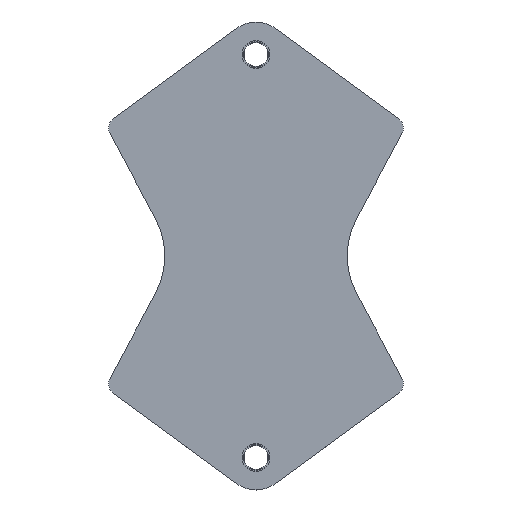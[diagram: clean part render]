
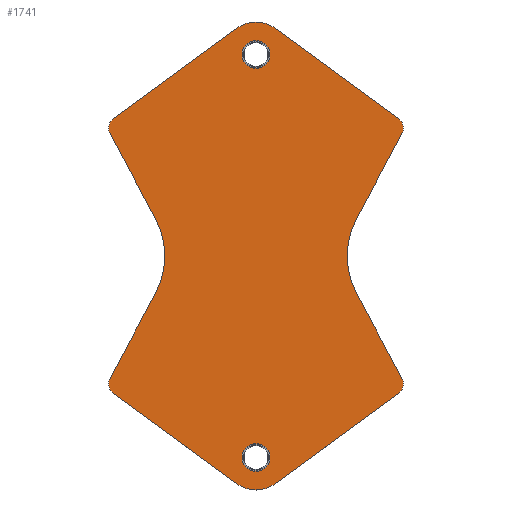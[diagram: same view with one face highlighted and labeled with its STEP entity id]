
A CAD part, top view. The second image highlights one B-rep face of the part: STEP entity #1741.
In plain terms, the highlighted planar face has unit normal (0, 0, 1).
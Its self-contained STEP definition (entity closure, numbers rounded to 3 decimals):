
#1073=CARTESIAN_POINT('',(1.75,25.4,-1.8));
#1074=VERTEX_POINT('',#1073);
#1090=CARTESIAN_POINT('',(-1.75,25.4,-1.8));
#1091=VERTEX_POINT('',#1090);
#1098=CARTESIAN_POINT('',(0.0,25.4,-1.8));
#1099=DIRECTION('',(0.0,0.0,-1.0));
#1100=DIRECTION('',(1.0,0.0,0.0));
#1101=AXIS2_PLACEMENT_3D('',#1098,#1099,#1100);
#1102=CIRCLE('',#1101,1.75);
#1103=EDGE_CURVE('',#1074,#1091,#1102,.T.);
#1115=CARTESIAN_POINT('',(1.75,-25.4,-1.8));
#1116=VERTEX_POINT('',#1115);
#1132=CARTESIAN_POINT('',(-1.75,-25.4,-1.8));
#1133=VERTEX_POINT('',#1132);
#1140=CARTESIAN_POINT('',(0.0,-25.4,-1.8));
#1141=DIRECTION('',(0.0,0.0,-1.0));
#1142=DIRECTION('',(1.0,0.0,0.0));
#1143=AXIS2_PLACEMENT_3D('',#1140,#1141,#1142);
#1144=CIRCLE('',#1143,1.75);
#1145=EDGE_CURVE('',#1116,#1133,#1144,.T.);
#1156=CARTESIAN_POINT('',(0.0,-25.4,-1.8));
#1157=DIRECTION('',(0.0,0.0,-1.0));
#1158=DIRECTION('',(1.0,0.0,0.0));
#1159=AXIS2_PLACEMENT_3D('',#1156,#1157,#1158);
#1160=CIRCLE('',#1159,1.75);
#1161=EDGE_CURVE('',#1133,#1116,#1160,.T.);
#1180=CARTESIAN_POINT('',(0.0,25.4,-1.8));
#1181=DIRECTION('',(0.0,0.0,-1.0));
#1182=DIRECTION('',(1.0,0.0,0.0));
#1183=AXIS2_PLACEMENT_3D('',#1180,#1181,#1182);
#1184=CIRCLE('',#1183,1.75);
#1185=EDGE_CURVE('',#1091,#1074,#1184,.T.);
#1203=CARTESIAN_POINT('',(-18.399,15.405,-1.8));
#1204=VERTEX_POINT('',#1203);
#1205=CARTESIAN_POINT('',(-17.963,17.324,-1.8));
#1206=VERTEX_POINT('',#1205);
#1207=CARTESIAN_POINT('',(-17.077,16.114,-1.8));
#1208=DIRECTION('',(0.0,0.0,-1.));
#1209=DIRECTION('',(-0.975,0.221,0.0));
#1210=AXIS2_PLACEMENT_3D('',#1207,#1208,#1209);
#1211=CIRCLE('',#1210,1.5);
#1212=EDGE_CURVE('',#1204,#1206,#1211,.T.);
#1245=CARTESIAN_POINT('',(-2.423,28.707,-1.8));
#1246=VERTEX_POINT('',#1245);
#1247=CARTESIAN_POINT('',(-17.963,17.324,-1.8));
#1248=DIRECTION('',(0.807,0.591,0.0));
#1249=VECTOR('',#1248,19.264);
#1250=LINE('',#1247,#1249);
#1251=EDGE_CURVE('',#1206,#1246,#1250,.T.);
#1276=CARTESIAN_POINT('',(2.423,28.707,-1.8));
#1277=VERTEX_POINT('',#1276);
#1278=CARTESIAN_POINT('',(0.,25.4,-1.8));
#1279=DIRECTION('',(0.0,0.0,-1.0));
#1280=DIRECTION('',(0.,1.0,0.0));
#1281=AXIS2_PLACEMENT_3D('',#1278,#1279,#1280);
#1282=CIRCLE('',#1281,4.1);
#1283=EDGE_CURVE('',#1246,#1277,#1282,.T.);
#1309=CARTESIAN_POINT('',(17.963,17.324,-1.8));
#1310=VERTEX_POINT('',#1309);
#1311=CARTESIAN_POINT('',(2.423,28.707,-1.8));
#1312=DIRECTION('',(0.807,-0.591,0.0));
#1313=VECTOR('',#1312,19.264);
#1314=LINE('',#1311,#1313);
#1315=EDGE_CURVE('',#1277,#1310,#1314,.T.);
#1340=CARTESIAN_POINT('',(18.399,15.405,-1.8));
#1341=VERTEX_POINT('',#1340);
#1342=CARTESIAN_POINT('',(17.077,16.114,-1.8));
#1343=DIRECTION('',(0.0,0.0,-1.));
#1344=DIRECTION('',(0.975,0.221,0.0));
#1345=AXIS2_PLACEMENT_3D('',#1342,#1343,#1344);
#1346=CIRCLE('',#1345,1.5);
#1347=EDGE_CURVE('',#1310,#1341,#1346,.T.);
#1373=CARTESIAN_POINT('',(12.698,4.772,-1.8));
#1374=VERTEX_POINT('',#1373);
#1375=CARTESIAN_POINT('',(18.399,15.405,-1.8));
#1376=DIRECTION('',(-0.472,-0.881,0.0));
#1377=VECTOR('',#1376,12.064);
#1378=LINE('',#1375,#1377);
#1379=EDGE_CURVE('',#1341,#1374,#1378,.T.);
#1404=CARTESIAN_POINT('',(12.698,-4.772,-1.8));
#1405=VERTEX_POINT('',#1404);
#1406=CARTESIAN_POINT('',(21.6,0.,-1.8));
#1407=DIRECTION('',(0.0,0.0,1.0));
#1408=DIRECTION('',(-1.0,0.0,0.0));
#1409=AXIS2_PLACEMENT_3D('',#1406,#1407,#1408);
#1410=CIRCLE('',#1409,10.1);
#1411=EDGE_CURVE('',#1374,#1405,#1410,.T.);
#1437=CARTESIAN_POINT('',(18.399,-15.405,-1.8));
#1438=VERTEX_POINT('',#1437);
#1439=CARTESIAN_POINT('',(12.698,-4.772,-1.8));
#1440=DIRECTION('',(0.472,-0.881,0.0));
#1441=VECTOR('',#1440,12.064);
#1442=LINE('',#1439,#1441);
#1443=EDGE_CURVE('',#1405,#1438,#1442,.T.);
#1468=CARTESIAN_POINT('',(17.963,-17.324,-1.8));
#1469=VERTEX_POINT('',#1468);
#1470=CARTESIAN_POINT('',(17.077,-16.114,-1.8));
#1471=DIRECTION('',(0.0,0.0,-1.));
#1472=DIRECTION('',(0.975,-0.221,0.0));
#1473=AXIS2_PLACEMENT_3D('',#1470,#1471,#1472);
#1474=CIRCLE('',#1473,1.5);
#1475=EDGE_CURVE('',#1438,#1469,#1474,.T.);
#1501=CARTESIAN_POINT('',(2.423,-28.707,-1.8));
#1502=VERTEX_POINT('',#1501);
#1503=CARTESIAN_POINT('',(17.963,-17.324,-1.8));
#1504=DIRECTION('',(-0.807,-0.591,0.0));
#1505=VECTOR('',#1504,19.264);
#1506=LINE('',#1503,#1505);
#1507=EDGE_CURVE('',#1469,#1502,#1506,.T.);
#1532=CARTESIAN_POINT('',(-2.423,-28.707,-1.8));
#1533=VERTEX_POINT('',#1532);
#1534=CARTESIAN_POINT('',(0.,-25.4,-1.8));
#1535=DIRECTION('',(0.0,0.0,-1.0));
#1536=DIRECTION('',(0.,-1.0,0.0));
#1537=AXIS2_PLACEMENT_3D('',#1534,#1535,#1536);
#1538=CIRCLE('',#1537,4.1);
#1539=EDGE_CURVE('',#1502,#1533,#1538,.T.);
#1565=CARTESIAN_POINT('',(-17.963,-17.324,-1.8));
#1566=VERTEX_POINT('',#1565);
#1567=CARTESIAN_POINT('',(-2.423,-28.707,-1.8));
#1568=DIRECTION('',(-0.807,0.591,0.0));
#1569=VECTOR('',#1568,19.264);
#1570=LINE('',#1567,#1569);
#1571=EDGE_CURVE('',#1533,#1566,#1570,.T.);
#1596=CARTESIAN_POINT('',(-18.399,-15.405,-1.8));
#1597=VERTEX_POINT('',#1596);
#1598=CARTESIAN_POINT('',(-17.077,-16.114,-1.8));
#1599=DIRECTION('',(0.0,0.0,-1.0));
#1600=DIRECTION('',(-0.975,-0.221,0.0));
#1601=AXIS2_PLACEMENT_3D('',#1598,#1599,#1600);
#1602=CIRCLE('',#1601,1.5);
#1603=EDGE_CURVE('',#1566,#1597,#1602,.T.);
#1629=CARTESIAN_POINT('',(-12.698,-4.772,-1.8));
#1630=VERTEX_POINT('',#1629);
#1631=CARTESIAN_POINT('',(-18.399,-15.405,-1.8));
#1632=DIRECTION('',(0.472,0.881,0.0));
#1633=VECTOR('',#1632,12.064);
#1634=LINE('',#1631,#1633);
#1635=EDGE_CURVE('',#1597,#1630,#1634,.T.);
#1660=CARTESIAN_POINT('',(-12.698,4.772,-1.8));
#1661=VERTEX_POINT('',#1660);
#1662=CARTESIAN_POINT('',(-21.6,0.,-1.8));
#1663=DIRECTION('',(0.0,0.0,1.0));
#1664=DIRECTION('',(1.0,0.0,0.0));
#1665=AXIS2_PLACEMENT_3D('',#1662,#1663,#1664);
#1666=CIRCLE('',#1665,10.1);
#1667=EDGE_CURVE('',#1630,#1661,#1666,.T.);
#1693=CARTESIAN_POINT('',(-12.698,4.772,-1.8));
#1694=DIRECTION('',(-0.472,0.881,0.0));
#1695=VECTOR('',#1694,12.064);
#1696=LINE('',#1693,#1695);
#1697=EDGE_CURVE('',#1661,#1204,#1696,.T.);
#1710=CARTESIAN_POINT('',(0.,0.0,-1.8));
#1711=DIRECTION('',(0.0,0.0,1.0));
#1712=DIRECTION('',(1.0,0.0,0.0));
#1713=AXIS2_PLACEMENT_3D('',#1710,#1711,#1712);
#1714=PLANE('',#1713);
#1715=ORIENTED_EDGE('',*,*,#1212,.F.);
#1716=ORIENTED_EDGE('',*,*,#1697,.F.);
#1717=ORIENTED_EDGE('',*,*,#1667,.F.);
#1718=ORIENTED_EDGE('',*,*,#1635,.F.);
#1719=ORIENTED_EDGE('',*,*,#1603,.F.);
#1720=ORIENTED_EDGE('',*,*,#1571,.F.);
#1721=ORIENTED_EDGE('',*,*,#1539,.F.);
#1722=ORIENTED_EDGE('',*,*,#1507,.F.);
#1723=ORIENTED_EDGE('',*,*,#1475,.F.);
#1724=ORIENTED_EDGE('',*,*,#1443,.F.);
#1725=ORIENTED_EDGE('',*,*,#1411,.F.);
#1726=ORIENTED_EDGE('',*,*,#1379,.F.);
#1727=ORIENTED_EDGE('',*,*,#1347,.F.);
#1728=ORIENTED_EDGE('',*,*,#1315,.F.);
#1729=ORIENTED_EDGE('',*,*,#1283,.F.);
#1730=ORIENTED_EDGE('',*,*,#1251,.F.);
#1731=EDGE_LOOP('',(#1715,#1716,#1717,#1718,#1719,#1720,#1721,#1722,#1723,#1724,#1725,#1726,#1727,#1728,#1729,#1730));
#1732=FACE_OUTER_BOUND('',#1731,.T.);
#1733=ORIENTED_EDGE('',*,*,#1145,.T.);
#1734=ORIENTED_EDGE('',*,*,#1161,.T.);
#1735=EDGE_LOOP('',(#1733,#1734));
#1736=FACE_BOUND('',#1735,.T.);
#1737=ORIENTED_EDGE('',*,*,#1103,.T.);
#1738=ORIENTED_EDGE('',*,*,#1185,.T.);
#1739=EDGE_LOOP('',(#1737,#1738));
#1740=FACE_BOUND('',#1739,.T.);
#1741=ADVANCED_FACE('',(#1732,#1736,#1740),#1714,.T.);
